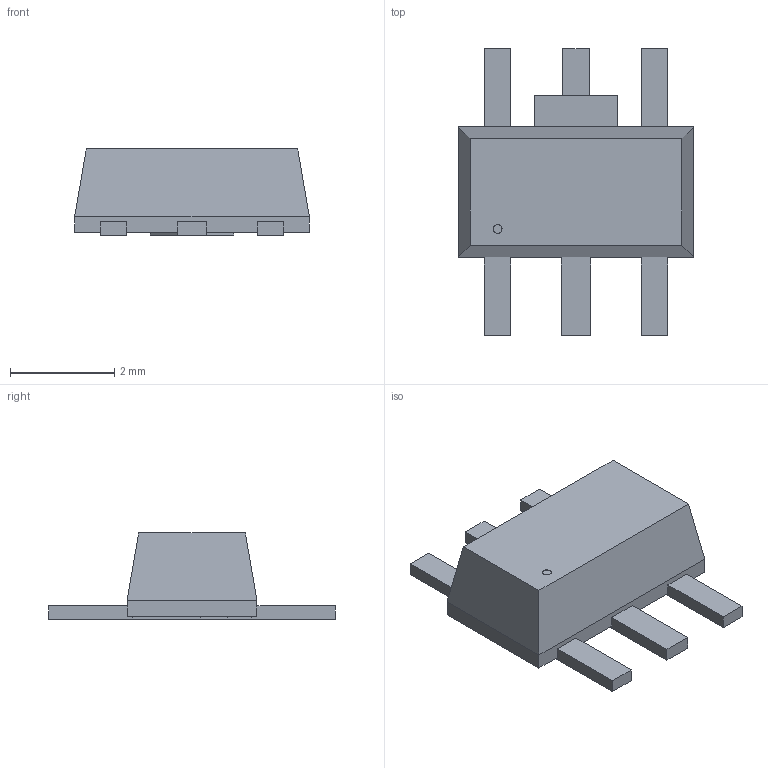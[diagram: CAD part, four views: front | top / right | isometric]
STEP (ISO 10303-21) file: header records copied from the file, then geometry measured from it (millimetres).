
FILE_DESCRIPTION(('STEP AP214'),'1');
FILE_NAME('SOT89-5_ONS-M','2020-07-14T10:12:09',(''),(''),'','','');
FILE_SCHEMA(('AUTOMOTIVE_DESIGN'));
Length unit declared in the file: millimetre
Products named in the file (1): product
Bounding box: 4.5 x 5.49 x 1.65 mm (x, y, z)
Volume: 17.5 mm3; surface area: 68.1 mm2
Topology: 14 solids, 14 shells, 91 faces, 185 edges, 122 vertices
Faces by surface type: plane 90, cylinder 1
Full cylindrical faces by diameter (mm): 0.166 x1
Entity records: 2262 total; most frequent: DIRECTION 372, ORIENTED_EDGE 368, CARTESIAN_POINT 217, EDGE_CURVE 184, LINE 182, VECTOR 182, VERTEX_POINT 122, AXIS2_PLACEMENT_3D 95
